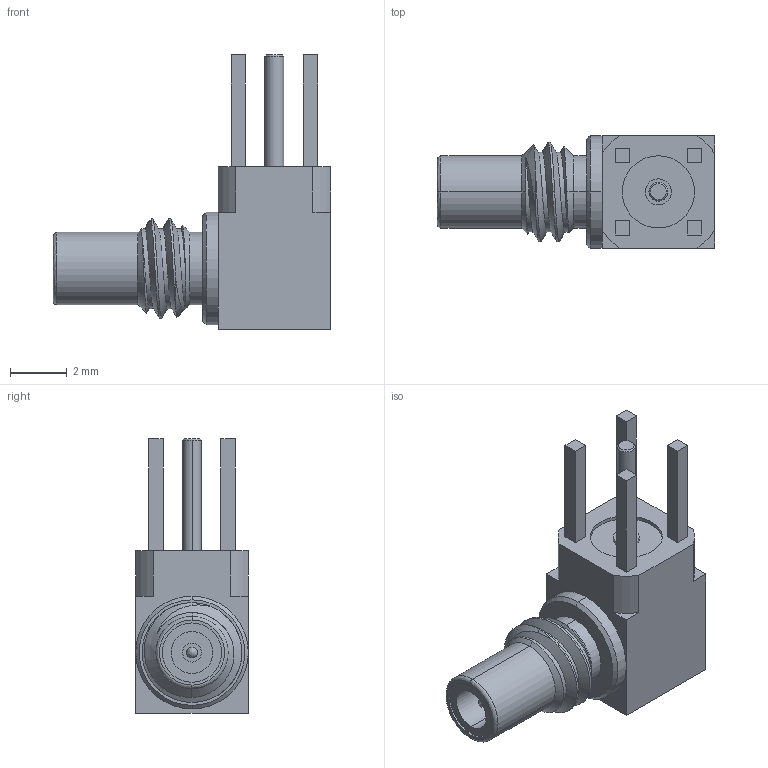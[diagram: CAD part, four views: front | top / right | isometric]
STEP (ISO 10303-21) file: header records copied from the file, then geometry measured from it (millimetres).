
FILE_DESCRIPTION (( 'STEP AP203' ), '1' );
FILE_NAME ('PE45377.step', '2018-12-07T18:53:15', ( '' ), ( '' ), 'SwSTEP 2.0', 'SolidWorks 2017', '' );
FILE_SCHEMA (( 'CONFIG_CONTROL_DESIGN' ));
Length unit declared in the file: inch
Products named in the file (1): PE45377
Bounding box: 9.75 x 3.96 x 9.65 mm (x, y, z)
Volume: 126.5 mm3; surface area: 234.2 mm2
Topology: 1 solids, 1 shells, 83 faces, 196 edges, 125 vertices
Faces by surface type: plane 39, cylinder 28, cone 10, bspline 6
Entity records: 3402 total; most frequent: CARTESIAN_POINT 1434, DIRECTION 393, ORIENTED_EDGE 388, EDGE_CURVE 194, AXIS2_PLACEMENT_3D 141, VERTEX_POINT 125, LINE 111, VECTOR 111
